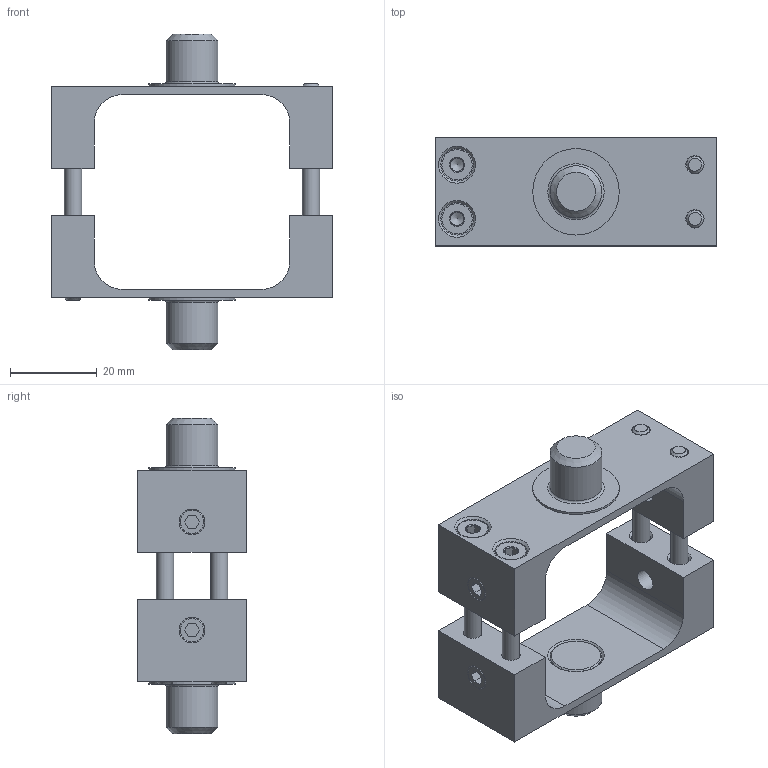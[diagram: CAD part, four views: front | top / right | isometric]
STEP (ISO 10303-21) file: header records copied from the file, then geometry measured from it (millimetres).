
FILE_DESCRIPTION((''),'2;1');
FILE_NAME('CERI32X.stp','2014-09-25T15:23:02',('pc6'),(''),'Autodesk Inventor 2011','Autodesk Inventor 2011','');
FILE_SCHEMA(('AUTOMOTIVE_DESIGN { 1 0 10303 214 1 1 1 1 }'));
Length unit declared in the file: millimetre
Products named in the file (5): CERI32X; STF32X; PPC32X; VM445; GRM608
Assembly tree (12 placements, depth 2):
  CERI32X
    STF32X  x2
    PPC32X  x2
    VM445  x4
    GRM608  x4
Bounding box: 65 x 25 x 73 mm (x, y, z)
Volume: 27306.6 mm3; surface area: 19630.8 mm2
Topology: 12 solids, 12 shells, 222 faces, 506 edges, 324 vertices
Faces by surface type: plane 128, cone 52, cylinder 40, torus 2
Full cylindrical faces by diameter (mm): 3.242 x4, 4 x4, 4.5 x4, 4.917 x4, 6 x4, 7 x4, 7.5 x4, 12 x6, 20 x2
Entity records: 2187 total; most frequent: DIRECTION 376, CARTESIAN_POINT 362, ORIENTED_EDGE 270, AXIS2_PLACEMENT_3D 157, EDGE_LOOP 136, EDGE_CURVE 135, VERTEX_POINT 107, FACE_OUTER_BOUND 79
